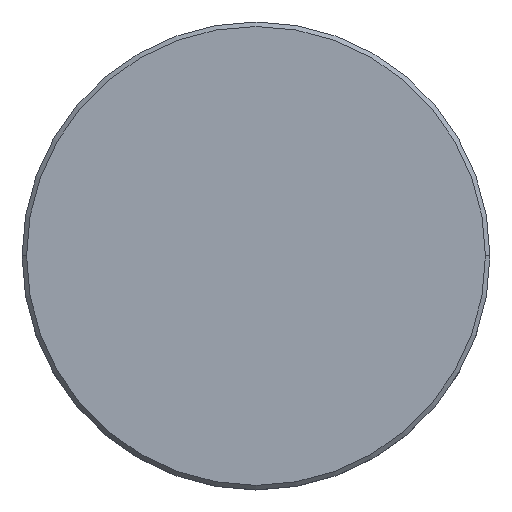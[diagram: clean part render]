
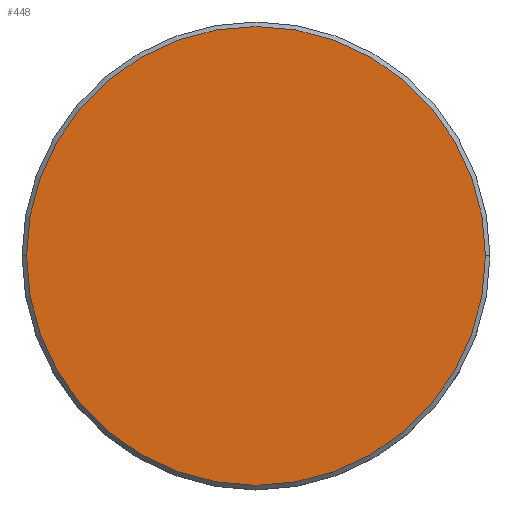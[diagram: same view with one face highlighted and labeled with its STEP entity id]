
A CAD part, top view. The second image highlights one B-rep face of the part: STEP entity #448.
In plain terms, the highlighted planar face has unit normal (0, 0, 1).
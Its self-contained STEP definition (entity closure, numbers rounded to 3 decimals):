
#53 = AXIS2_PLACEMENT_3D ( 'NONE', #923, #821, #917 ) ;
#104 = EDGE_CURVE ( 'NONE', #364, #1043, #886, .T. ) ;
#185 = CARTESIAN_POINT ( 'NONE',  ( -25.5, 0., 0. ) ) ;
#219 = CARTESIAN_POINT ( 'NONE',  ( 0., 0., 0. ) ) ;
#229 = EDGE_CURVE ( 'NONE', #1043, #364, #408, .T. ) ;
#324 = ORIENTED_EDGE ( 'NONE', *, *, #229, .T. ) ;
#364 = VERTEX_POINT ( 'NONE', #418 ) ;
#408 = CIRCLE ( 'NONE', #444, 25.5 ) ;
#418 = CARTESIAN_POINT ( 'NONE',  ( 25.5, 0., 0. ) ) ;
#423 = DIRECTION ( 'NONE',  ( 1., 0., 0. ) ) ;
#440 = EDGE_LOOP ( 'NONE', ( #324, #517 ) ) ;
#444 = AXIS2_PLACEMENT_3D ( 'NONE', #219, #954, #1134 ) ;
#448 = ADVANCED_FACE ( 'NONE', ( #1146 ), #1165, .T. ) ;
#497 = DIRECTION ( 'NONE',  ( 0., 0., 1. ) ) ;
#517 = ORIENTED_EDGE ( 'NONE', *, *, #104, .T. ) ;
#821 = DIRECTION ( 'NONE',  ( 0., 0., 1. ) ) ;
#886 = CIRCLE ( 'NONE', #53, 25.5 ) ;
#917 = DIRECTION ( 'NONE',  ( 1., 0., 0. ) ) ;
#923 = CARTESIAN_POINT ( 'NONE',  ( 0., 0., 0. ) ) ;
#954 = DIRECTION ( 'NONE',  ( 0., 0., 1. ) ) ;
#1029 = AXIS2_PLACEMENT_3D ( 'NONE', #1067, #497, #423 ) ;
#1043 = VERTEX_POINT ( 'NONE', #185 ) ;
#1067 = CARTESIAN_POINT ( 'NONE',  ( 0., 0., 0. ) ) ;
#1134 = DIRECTION ( 'NONE',  ( 1., 0., 0. ) ) ;
#1146 = FACE_OUTER_BOUND ( 'NONE', #440, .T. ) ;
#1165 = PLANE ( 'NONE',  #1029 ) ;
